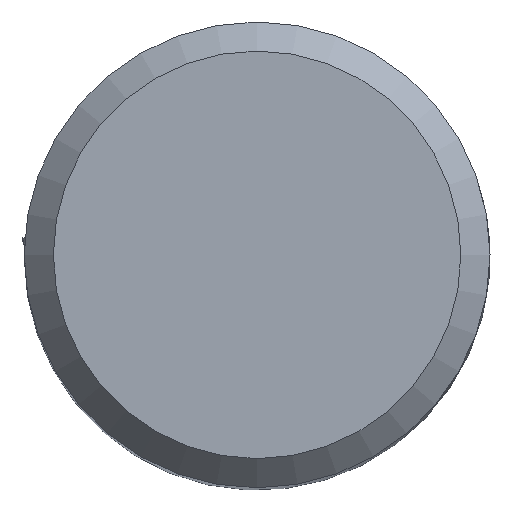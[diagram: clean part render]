
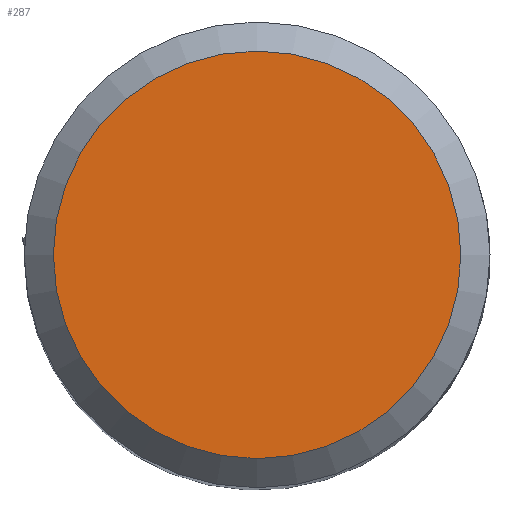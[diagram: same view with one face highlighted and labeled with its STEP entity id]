
A CAD part, top view. The second image highlights one B-rep face of the part: STEP entity #287.
In plain terms, the highlighted planar face has unit normal (0, 0, 1).
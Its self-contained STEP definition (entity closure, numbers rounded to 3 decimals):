
#172=FACE_OUTER_BOUND('',#493,.T.);
#287=ADVANCED_FACE('',(#172),#369,.F.);
#369=PLANE('',#1738);
#411=CIRCLE('',#1737,6.997);
#493=EDGE_LOOP('',(#772));
#772=ORIENTED_EDGE('',*,*,#1342,.F.);
#1179=VERTEX_POINT('',#2513);
#1342=EDGE_CURVE('',#1179,#1179,#411,.T.);
#1737=AXIS2_PLACEMENT_3D('',#2512,#1937,#1938);
#1738=AXIS2_PLACEMENT_3D('',#2514,#1939,#1940);
#1937=DIRECTION('',(0.,0.,-1.));
#1938=DIRECTION('',(-1.,0.,0.));
#1939=DIRECTION('',(0.,0.,-1.));
#1940=DIRECTION('',(-1.,0.,0.));
#2512=CARTESIAN_POINT('',(0.,0.,
0.));
#2513=CARTESIAN_POINT('',(-6.997,0.,0.));
#2514=CARTESIAN_POINT('',(0.,0.,
0.));
